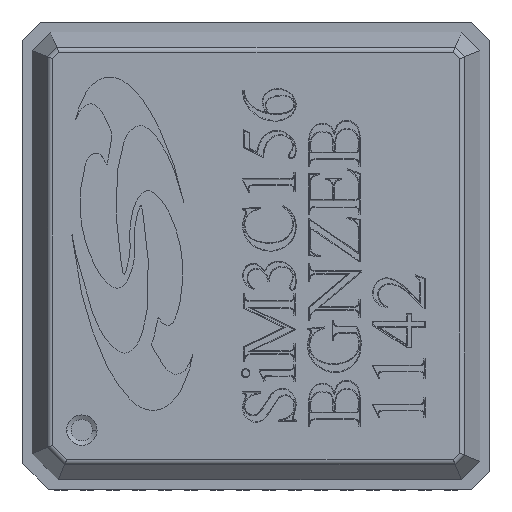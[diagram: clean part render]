
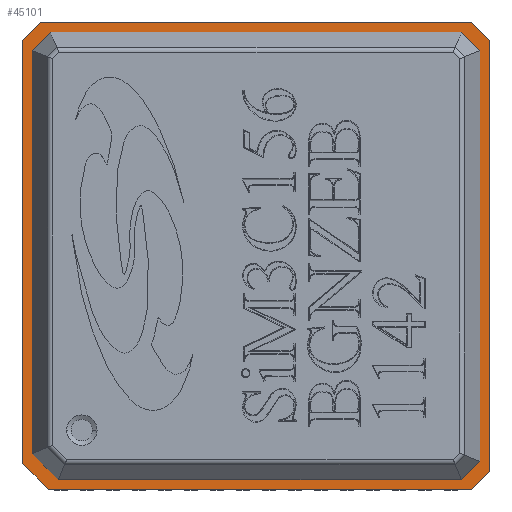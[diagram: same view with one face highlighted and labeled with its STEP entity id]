
A CAD part, top view. The second image highlights one B-rep face of the part: STEP entity #45101.
In plain terms, the highlighted planar face has unit normal (0, 0, 1).
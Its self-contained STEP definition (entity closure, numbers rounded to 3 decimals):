
#177 = CARTESIAN_POINT ( 'NONE',  ( -4.49, 4.14, 0.22 ) ) ;
#392 = EDGE_CURVE ( 'NONE', #5635, #9315, #5287, .T. ) ;
#563 = CARTESIAN_POINT ( 'NONE',  ( 4.49, -4.14, 0.22 ) ) ;
#621 = CARTESIAN_POINT ( 'NONE',  ( 4.14, 4.49, 0.22 ) ) ;
#675 = CARTESIAN_POINT ( 'NONE',  ( 3.95, -4.3, 0.22 ) ) ;
#942 = DIRECTION ( 'NONE',  ( 0.707, -0.707, 0. ) ) ;
#1169 = EDGE_CURVE ( 'NONE', #24873, #14000, #30402, .T. ) ;
#1532 = CARTESIAN_POINT ( 'NONE',  ( 4.49, 4.14, 0.22 ) ) ;
#2350 = EDGE_CURVE ( 'NONE', #10143, #38348, #30181, .T. ) ;
#2434 = VECTOR ( 'NONE', #942, 1000. ) ;
#2717 = CARTESIAN_POINT ( 'NONE',  ( -4.14, 4.49, 0.22 ) ) ;
#3044 = VECTOR ( 'NONE', #26215, 1000. ) ;
#3132 = LINE ( 'NONE', #37041, #40800 ) ;
#3713 = LINE ( 'NONE', #10472, #30545 ) ;
#4860 = LINE ( 'NONE', #24928, #24305 ) ;
#5053 = DIRECTION ( 'NONE',  ( 0., 0., 1. ) ) ;
#5085 = FACE_BOUND ( 'NONE', #14620, .T. ) ;
#5287 = LINE ( 'NONE', #46128, #13865 ) ;
#5635 = VERTEX_POINT ( 'NONE', #36791 ) ;
#5890 = EDGE_LOOP ( 'NONE', ( #42165, #21023, #43666, #33348, #31759, #17926, #11257, #36446 ) ) ;
#6847 = EDGE_CURVE ( 'NONE', #30847, #24873, #41846, .T. ) ;
#7241 = VERTEX_POINT ( 'NONE', #44233 ) ;
#8065 = VERTEX_POINT ( 'NONE', #27065 ) ;
#9315 = VERTEX_POINT ( 'NONE', #177 ) ;
#9694 = DIRECTION ( 'NONE',  ( 0., 1., 0. ) ) ;
#9833 = VERTEX_POINT ( 'NONE', #30526 ) ;
#10143 = VERTEX_POINT ( 'NONE', #39565 ) ;
#10396 = CARTESIAN_POINT ( 'NONE',  ( 4.49, 4.14, 0.22 ) ) ;
#10472 = CARTESIAN_POINT ( 'NONE',  ( -4.14, 4.49, 0.22 ) ) ;
#10793 = DIRECTION ( 'NONE',  ( 0.707, 0.707, 0. ) ) ;
#11035 = ORIENTED_EDGE ( 'NONE', *, *, #25562, .F. ) ;
#11257 = ORIENTED_EDGE ( 'NONE', *, *, #392, .F. ) ;
#12172 = ORIENTED_EDGE ( 'NONE', *, *, #2350, .F. ) ;
#13008 = ORIENTED_EDGE ( 'NONE', *, *, #6847, .F. ) ;
#13752 = EDGE_CURVE ( 'NONE', #7241, #40197, #44202, .T. ) ;
#13865 = VECTOR ( 'NONE', #27930, 1000. ) ;
#14000 = VERTEX_POINT ( 'NONE', #14669 ) ;
#14065 = VECTOR ( 'NONE', #9694, 1000. ) ;
#14620 = EDGE_LOOP ( 'NONE', ( #29909, #11035, #38495, #12172, #27633, #29025, #13008, #24842 ) ) ;
#14669 = CARTESIAN_POINT ( 'NONE',  ( -3.8, -4.3, 0.22 ) ) ;
#15601 = EDGE_CURVE ( 'NONE', #9315, #36171, #3713, .T. ) ;
#15832 = CARTESIAN_POINT ( 'NONE',  ( 4.49, -4.14, 0.22 ) ) ;
#16260 = VECTOR ( 'NONE', #42241, 1000. ) ;
#16726 = DIRECTION ( 'NONE',  ( -0.707, 0.707, 0. ) ) ;
#16753 = CARTESIAN_POINT ( 'NONE',  ( 4.49, 4.14, 0.22 ) ) ;
#17926 = ORIENTED_EDGE ( 'NONE', *, *, #15601, .F. ) ;
#18095 = CARTESIAN_POINT ( 'NONE',  ( -4.3, 3.95, 0.22 ) ) ;
#18120 = VECTOR ( 'NONE', #21796, 1000. ) ;
#18888 = DIRECTION ( 'NONE',  ( -0.707, 0.707, 0. ) ) ;
#19196 = CARTESIAN_POINT ( 'NONE',  ( 4.3, 3.95, 0.22 ) ) ;
#20097 = LINE ( 'NONE', #34904, #29739 ) ;
#20325 = DIRECTION ( 'NONE',  ( -1., 0., 0. ) ) ;
#21023 = ORIENTED_EDGE ( 'NONE', *, *, #44565, .F. ) ;
#21487 = LINE ( 'NONE', #45790, #31129 ) ;
#21611 = VERTEX_POINT ( 'NONE', #19196 ) ;
#21796 = DIRECTION ( 'NONE',  ( -0.707, -0.707, 0. ) ) ;
#22327 = LINE ( 'NONE', #29495, #41691 ) ;
#22492 = DIRECTION ( 'NONE',  ( 1., 0., 0. ) ) ;
#22550 = DIRECTION ( 'NONE',  ( 0.707, 0.707, 0. ) ) ;
#22793 = VECTOR ( 'NONE', #22492, 1000. ) ;
#23635 = CARTESIAN_POINT ( 'NONE',  ( -4.3, 3.95, 0.22 ) ) ;
#23945 = LINE ( 'NONE', #621, #22793 ) ;
#24305 = VECTOR ( 'NONE', #28542, 1000. ) ;
#24423 = CARTESIAN_POINT ( 'NONE',  ( -4.3, -3.8, 0.22 ) ) ;
#24435 = LINE ( 'NONE', #10396, #43803 ) ;
#24842 = ORIENTED_EDGE ( 'NONE', *, *, #32107, .F. ) ;
#24873 = VERTEX_POINT ( 'NONE', #24423 ) ;
#24928 = CARTESIAN_POINT ( 'NONE',  ( -3.95, 4.3, 0.22 ) ) ;
#25562 = EDGE_CURVE ( 'NONE', #21611, #9833, #3132, .T. ) ;
#26215 = DIRECTION ( 'NONE',  ( 0., -1., 0. ) ) ;
#26463 = CARTESIAN_POINT ( 'NONE',  ( -4.3, -3.8, 0.22 ) ) ;
#26892 = CARTESIAN_POINT ( 'NONE',  ( -4.49, -4.49, 0.22 ) ) ;
#27065 = CARTESIAN_POINT ( 'NONE',  ( -3.99, -4.49, 0.22 ) ) ;
#27213 = EDGE_CURVE ( 'NONE', #8065, #5635, #20097, .T. ) ;
#27633 = ORIENTED_EDGE ( 'NONE', *, *, #30681, .F. ) ;
#27930 = DIRECTION ( 'NONE',  ( 0., 1., 0. ) ) ;
#28308 = EDGE_CURVE ( 'NONE', #40197, #35516, #24435, .T. ) ;
#28542 = DIRECTION ( 'NONE',  ( -1., 0., 0. ) ) ;
#29025 = ORIENTED_EDGE ( 'NONE', *, *, #1169, .F. ) ;
#29155 = EDGE_CURVE ( 'NONE', #9833, #46721, #4860, .T. ) ;
#29495 = CARTESIAN_POINT ( 'NONE',  ( -3.8, -4.3, 0.22 ) ) ;
#29739 = VECTOR ( 'NONE', #16726, 1000. ) ;
#29909 = ORIENTED_EDGE ( 'NONE', *, *, #29155, .F. ) ;
#30181 = LINE ( 'NONE', #675, #38723 ) ;
#30402 = LINE ( 'NONE', #26463, #2434 ) ;
#30526 = CARTESIAN_POINT ( 'NONE',  ( 3.95, 4.3, 0.22 ) ) ;
#30545 = VECTOR ( 'NONE', #10793, 1000. ) ;
#30580 = DIRECTION ( 'NONE',  ( 1., 0., 0. ) ) ;
#30681 = EDGE_CURVE ( 'NONE', #14000, #10143, #22327, .T. ) ;
#30686 = CARTESIAN_POINT ( 'NONE',  ( 4.3, -3.95, 0.22 ) ) ;
#30847 = VERTEX_POINT ( 'NONE', #23635 ) ;
#31129 = VECTOR ( 'NONE', #20325, 1000. ) ;
#31275 = EDGE_CURVE ( 'NONE', #36171, #7241, #23945, .T. ) ;
#31686 = CARTESIAN_POINT ( 'NONE',  ( 4.3, 3.95, 0.22 ) ) ;
#31759 = ORIENTED_EDGE ( 'NONE', *, *, #31275, .F. ) ;
#32107 = EDGE_CURVE ( 'NONE', #46721, #30847, #47206, .T. ) ;
#33045 = FACE_OUTER_BOUND ( 'NONE', #5890, .T. ) ;
#33183 = DIRECTION ( 'NONE',  ( 1., 0., 0. ) ) ;
#33348 = ORIENTED_EDGE ( 'NONE', *, *, #13752, .F. ) ;
#34281 = VECTOR ( 'NONE', #45008, 1000. ) ;
#34551 = CARTESIAN_POINT ( 'NONE',  ( -3.95, 4.3, 0.22 ) ) ;
#34774 = AXIS2_PLACEMENT_3D ( 'NONE', #26892, #5053, #30580 ) ;
#34904 = CARTESIAN_POINT ( 'NONE',  ( -3.99, -4.49, 0.22 ) ) ;
#35516 = VERTEX_POINT ( 'NONE', #563 ) ;
#36171 = VERTEX_POINT ( 'NONE', #2717 ) ;
#36312 = CARTESIAN_POINT ( 'NONE',  ( 4.14, -4.49, 0.22 ) ) ;
#36446 = ORIENTED_EDGE ( 'NONE', *, *, #27213, .F. ) ;
#36791 = CARTESIAN_POINT ( 'NONE',  ( -4.49, -3.99, 0.22 ) ) ;
#37041 = CARTESIAN_POINT ( 'NONE',  ( 3.95, 4.3, 0.22 ) ) ;
#37646 = EDGE_CURVE ( 'NONE', #46490, #8065, #21487, .T. ) ;
#37986 = EDGE_CURVE ( 'NONE', #38348, #21611, #41970, .T. ) ;
#38348 = VERTEX_POINT ( 'NONE', #30686 ) ;
#38495 = ORIENTED_EDGE ( 'NONE', *, *, #37986, .F. ) ;
#38723 = VECTOR ( 'NONE', #22550, 1000. ) ;
#39378 = DIRECTION ( 'NONE',  ( 0., -1., 0. ) ) ;
#39565 = CARTESIAN_POINT ( 'NONE',  ( 3.95, -4.3, 0.22 ) ) ;
#40197 = VERTEX_POINT ( 'NONE', #1532 ) ;
#40800 = VECTOR ( 'NONE', #18888, 1000. ) ;
#41691 = VECTOR ( 'NONE', #33183, 1000. ) ;
#41846 = LINE ( 'NONE', #44575, #3044 ) ;
#41970 = LINE ( 'NONE', #31686, #14065 ) ;
#42165 = ORIENTED_EDGE ( 'NONE', *, *, #37646, .F. ) ;
#42241 = DIRECTION ( 'NONE',  ( 0.707, -0.707, 0. ) ) ;
#43666 = ORIENTED_EDGE ( 'NONE', *, *, #28308, .F. ) ;
#43803 = VECTOR ( 'NONE', #39378, 1000. ) ;
#43982 = LINE ( 'NONE', #15832, #34281 ) ;
#44202 = LINE ( 'NONE', #16753, #16260 ) ;
#44233 = CARTESIAN_POINT ( 'NONE',  ( 4.14, 4.49, 0.22 ) ) ;
#44565 = EDGE_CURVE ( 'NONE', #35516, #46490, #43982, .T. ) ;
#44575 = CARTESIAN_POINT ( 'NONE',  ( -4.3, 3.95, 0.22 ) ) ;
#44957 = PLANE ( 'NONE',  #34774 ) ;
#45008 = DIRECTION ( 'NONE',  ( -0.707, -0.707, 0. ) ) ;
#45101 = ADVANCED_FACE ( 'NONE', ( #33045, #5085 ), #44957, .T. ) ;
#45790 = CARTESIAN_POINT ( 'NONE',  ( 4.14, -4.49, 0.22 ) ) ;
#46128 = CARTESIAN_POINT ( 'NONE',  ( -4.49, 4.14, 0.22 ) ) ;
#46490 = VERTEX_POINT ( 'NONE', #36312 ) ;
#46721 = VERTEX_POINT ( 'NONE', #34551 ) ;
#47206 = LINE ( 'NONE', #18095, #18120 ) ;
